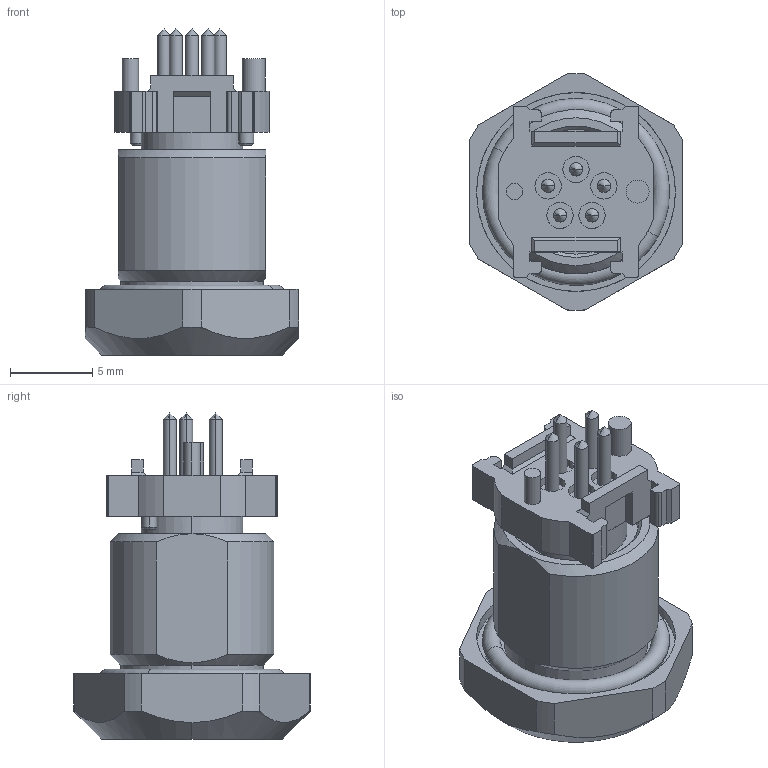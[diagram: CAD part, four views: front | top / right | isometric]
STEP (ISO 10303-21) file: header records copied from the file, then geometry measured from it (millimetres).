
FILE_DESCRIPTION(('CATIA V5R20 STEP214','CAx-IF Rec.Pracs.--- Model Styling and Organization---1.2---2011-12-15'),'2;1');
FILE_NAME ('D1461876_0_2423280000_2423280000.stp','2017-05-30T09:29:25+00:00',('none'),('Weidmueller'),'CATIA Version 5-6 Release 2014 SP4 HF52','CATIA V5 STEP AP214','none');
FILE_SCHEMA(('AUTOMOTIVE_DESIGN { 1 0 10303 214 1 1 1 1 }'));
Length unit declared in the file: millimetre
Products named in the file (1): 2423280000
Bounding box: 13 x 14.39 x 19.85 mm (x, y, z)
Volume: 1304.1 mm3; surface area: 1672.2 mm2
Topology: 3 solids, 3 shells, 231 faces, 578 edges, 367 vertices
Faces by surface type: plane 101, cylinder 86, cone 34, torus 8, extrusion 2
Entity records: 7311 total; most frequent: CARTESIAN_POINT 2061, ORIENTED_EDGE 1136, DIRECTION 905, EDGE_CURVE 568, AXIS2_PLACEMENT_3D 367, VERTEX_POINT 367, VECTOR 319, LINE 317
